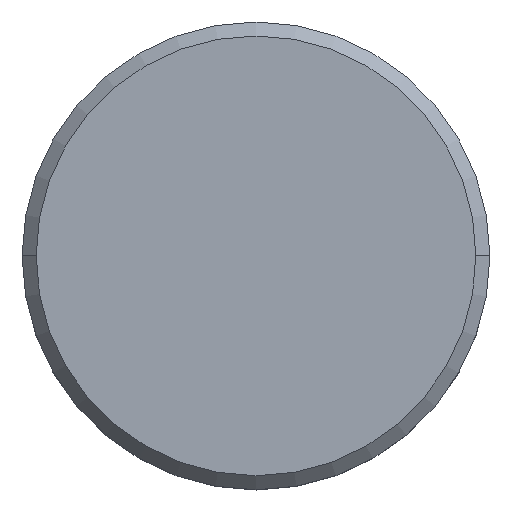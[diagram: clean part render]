
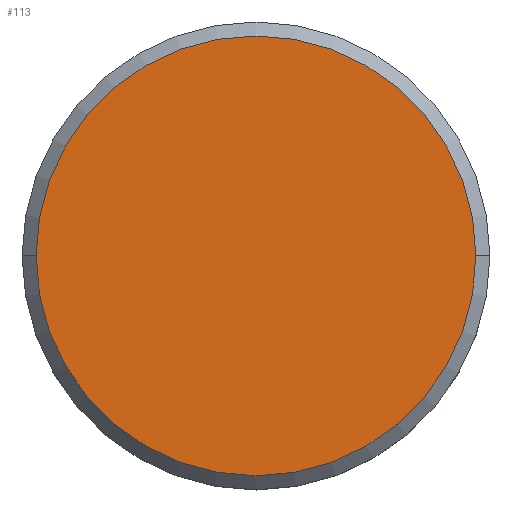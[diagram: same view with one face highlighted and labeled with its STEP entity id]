
A CAD part, top view. The second image highlights one B-rep face of the part: STEP entity #113.
In plain terms, the highlighted planar face has unit normal (0, 0, 1).
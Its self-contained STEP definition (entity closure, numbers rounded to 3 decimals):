
#105=EDGE_CURVE('',#121,#137,#215,.T.);
#111=EDGE_CURVE('',#137,#121,#221,.T.);
#113=ADVANCED_FACE('',(#223),#224,.T.);
#121=VERTEX_POINT('',#233);
#137=VERTEX_POINT('',#250);
#215=CIRCLE('',#331,9.4);
#221=CIRCLE('',#342,9.4);
#223=FACE_OUTER_BOUND('',#344,.T.);
#224=PLANE('',#345);
#233=CARTESIAN_POINT('',(-9.4,0.,6.0));
#250=CARTESIAN_POINT('',(9.4,0.,6.0));
#331=AXIS2_PLACEMENT_3D('',#475,#476,#477);
#342=AXIS2_PLACEMENT_3D('',#480,#481,#482);
#344=EDGE_LOOP('',(#484,#485));
#345=AXIS2_PLACEMENT_3D('',#486,#487,#488);
#475=CARTESIAN_POINT('',(0.0,0.,6.0));
#476=DIRECTION('',(0.0,0.,-1.0));
#477=DIRECTION('',(1.0,0.0,0.0));
#480=CARTESIAN_POINT('',(0.0,0.,6.0));
#481=DIRECTION('',(0.0,0.,-1.0));
#482=DIRECTION('',(1.0,0.0,0.0));
#484=ORIENTED_EDGE('',*,*,#111,.F.);
#485=ORIENTED_EDGE('',*,*,#105,.F.);
#486=CARTESIAN_POINT('',(4.7,0.,6.0));
#487=DIRECTION('',(0.0,0.,1.0));
#488=DIRECTION('',(-1.0,0.0,0.0));
